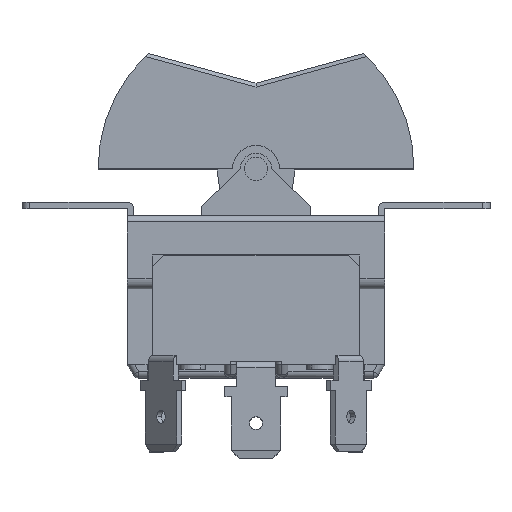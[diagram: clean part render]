
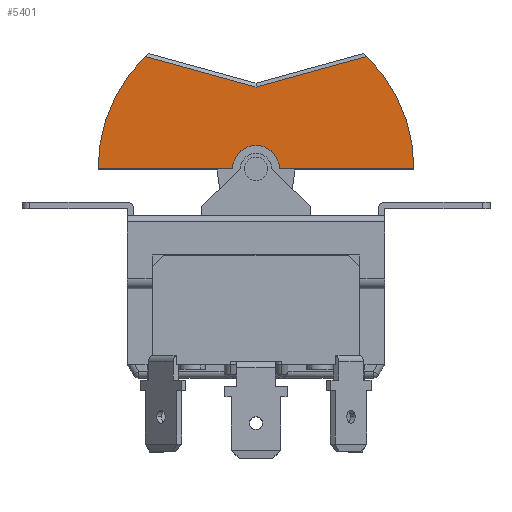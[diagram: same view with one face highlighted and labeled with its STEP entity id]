
A CAD part, top view. The second image highlights one B-rep face of the part: STEP entity #5401.
In plain terms, the highlighted planar face has unit normal (0, 0, 1).
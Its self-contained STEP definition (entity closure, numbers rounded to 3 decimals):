
#335 = DIRECTION ( 'NONE',  ( 0., 0., 1. ) ) ;
#882 = AXIS2_PLACEMENT_3D ( 'NONE', #1024, #7877, #2022 ) ;
#894 = VERTEX_POINT ( 'NONE', #2214 ) ;
#953 = CIRCLE ( 'NONE', #9272, 3. ) ;
#1024 = CARTESIAN_POINT ( 'NONE',  ( 0., 0., 8.5 ) ) ;
#1152 = VECTOR ( 'NONE', #7374, 1000. ) ;
#1246 = CIRCLE ( 'NONE', #882, 20.25 ) ;
#1611 = VECTOR ( 'NONE', #7999, 1000. ) ;
#2022 = DIRECTION ( 'NONE',  ( -1., 0., 0. ) ) ;
#2147 = LINE ( 'NONE', #5712, #1611 ) ;
#2214 = CARTESIAN_POINT ( 'NONE',  ( 0., 10.5, 8.5 ) ) ;
#2820 = EDGE_CURVE ( 'NONE', #5919, #5897, #3133, .T. ) ;
#3133 = LINE ( 'NONE', #9503, #1152 ) ;
#3260 = ORIENTED_EDGE ( 'NONE', *, *, #13032, .F. ) ;
#3341 = ORIENTED_EDGE ( 'NONE', *, *, #12140, .T. ) ;
#3344 = CARTESIAN_POINT ( 'NONE',  ( -3., 0., 8.5 ) ) ;
#3563 = EDGE_CURVE ( 'NONE', #5897, #7827, #1246, .T. ) ;
#4607 = CIRCLE ( 'NONE', #14227, 20.25 ) ;
#4688 = ORIENTED_EDGE ( 'NONE', *, *, #9392, .F. ) ;
#4838 = CARTESIAN_POINT ( 'NONE',  ( 14.226, 14.411, 8.5 ) ) ;
#5401 = ADVANCED_FACE ( 'NONE', ( #5644 ), #14471, .T. ) ;
#5644 = FACE_OUTER_BOUND ( 'NONE', #8001, .T. ) ;
#5712 = CARTESIAN_POINT ( 'NONE',  ( 1., 10.225, 8.5 ) ) ;
#5897 = VERTEX_POINT ( 'NONE', #6620 ) ;
#5919 = VERTEX_POINT ( 'NONE', #3344 ) ;
#6344 = DIRECTION ( 'NONE',  ( 0.964, 0.265, 0. ) ) ;
#6516 = ORIENTED_EDGE ( 'NONE', *, *, #2820, .F. ) ;
#6620 = CARTESIAN_POINT ( 'NONE',  ( -20.25, 0., 8.5 ) ) ;
#6720 = CARTESIAN_POINT ( 'NONE',  ( 0., 0., 8.5 ) ) ;
#6921 = CARTESIAN_POINT ( 'NONE',  ( 3., 0., 8.5 ) ) ;
#7278 = VERTEX_POINT ( 'NONE', #13769 ) ;
#7374 = DIRECTION ( 'NONE',  ( -1., 0., 0. ) ) ;
#7571 = CARTESIAN_POINT ( 'NONE',  ( 3., 0., 8.5 ) ) ;
#7827 = VERTEX_POINT ( 'NONE', #11695 ) ;
#7869 = ORIENTED_EDGE ( 'NONE', *, *, #12145, .T. ) ;
#7877 = DIRECTION ( 'NONE',  ( 0., 0., -1. ) ) ;
#7879 = DIRECTION ( 'NONE',  ( 1., 0., 0. ) ) ;
#7999 = DIRECTION ( 'NONE',  ( -0.964, 0.265, 0. ) ) ;
#8001 = EDGE_LOOP ( 'NONE', ( #3260, #13297, #14499, #6516, #4688, #7869, #3341 ) ) ;
#8686 = VECTOR ( 'NONE', #9216, 1000. ) ;
#8926 = CARTESIAN_POINT ( 'NONE',  ( 0., 0., 8.5 ) ) ;
#8974 = DIRECTION ( 'NONE',  ( 1., 0., 0. ) ) ;
#9091 = AXIS2_PLACEMENT_3D ( 'NONE', #8926, #12361, #8974 ) ;
#9216 = DIRECTION ( 'NONE',  ( 1., 0., 0. ) ) ;
#9272 = AXIS2_PLACEMENT_3D ( 'NONE', #11570, #335, #13796 ) ;
#9392 = EDGE_CURVE ( 'NONE', #11319, #5919, #953, .T. ) ;
#9503 = CARTESIAN_POINT ( 'NONE',  ( -3., 0., 8.5 ) ) ;
#10394 = VECTOR ( 'NONE', #6344, 1000. ) ;
#10404 = EDGE_CURVE ( 'NONE', #894, #7827, #2147, .T. ) ;
#10772 = LINE ( 'NONE', #6921, #8686 ) ;
#11319 = VERTEX_POINT ( 'NONE', #7571 ) ;
#11570 = CARTESIAN_POINT ( 'NONE',  ( 0., 0., 8.5 ) ) ;
#11695 = CARTESIAN_POINT ( 'NONE',  ( -14.226, 14.411, 8.5 ) ) ;
#12140 = EDGE_CURVE ( 'NONE', #7278, #12822, #4607, .T. ) ;
#12145 = EDGE_CURVE ( 'NONE', #11319, #7278, #10772, .T. ) ;
#12177 = LINE ( 'NONE', #13137, #10394 ) ;
#12361 = DIRECTION ( 'NONE',  ( 0., 0., 1. ) ) ;
#12822 = VERTEX_POINT ( 'NONE', #4838 ) ;
#13032 = EDGE_CURVE ( 'NONE', #894, #12822, #12177, .T. ) ;
#13137 = CARTESIAN_POINT ( 'NONE',  ( -1., 10.225, 8.5 ) ) ;
#13297 = ORIENTED_EDGE ( 'NONE', *, *, #10404, .T. ) ;
#13769 = CARTESIAN_POINT ( 'NONE',  ( 20.25, 0., 8.5 ) ) ;
#13796 = DIRECTION ( 'NONE',  ( 1., 0., 0. ) ) ;
#14227 = AXIS2_PLACEMENT_3D ( 'NONE', #6720, #14661, #7879 ) ;
#14471 = PLANE ( 'NONE',  #9091 ) ;
#14499 = ORIENTED_EDGE ( 'NONE', *, *, #3563, .F. ) ;
#14661 = DIRECTION ( 'NONE',  ( 0., 0., 1. ) ) ;
